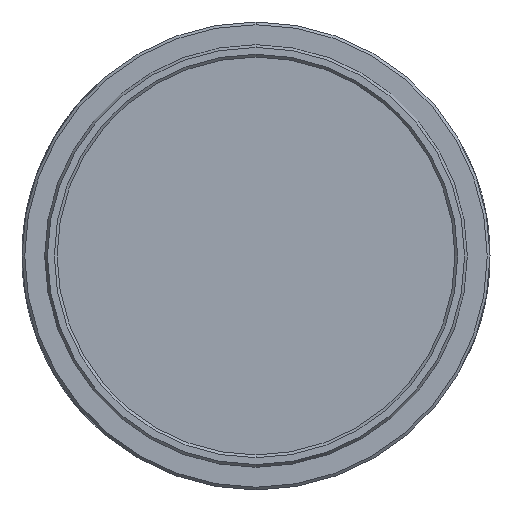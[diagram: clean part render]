
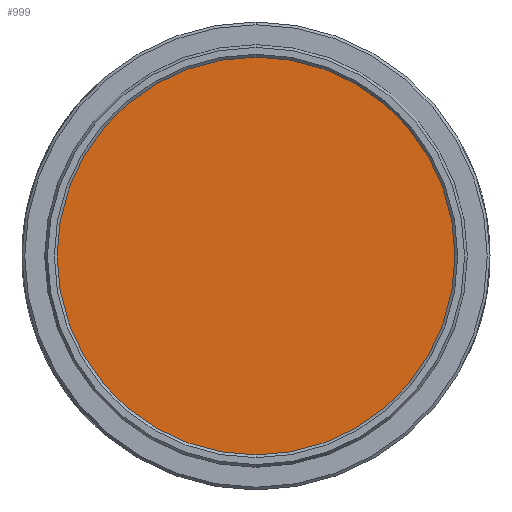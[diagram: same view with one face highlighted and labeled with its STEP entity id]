
A CAD part, left-side view. The second image highlights one B-rep face of the part: STEP entity #999.
In plain terms, the highlighted planar face has unit normal (-1, 0, 0).
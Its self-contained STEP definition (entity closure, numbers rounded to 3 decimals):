
#999 = ADVANCED_FACE ( 'NONE', ( #7012 ), #12180, .F. ) ;
#1433 = DIRECTION ( 'NONE',  ( 0., 0., -1. ) ) ;
#2523 = AXIS2_PLACEMENT_3D ( 'NONE', #12633, #14014, #15383 ) ;
#2641 = EDGE_LOOP ( 'NONE', ( #5647, #17431 ) ) ;
#3198 = CIRCLE ( 'NONE', #12537, 18.85 ) ;
#3797 = EDGE_CURVE ( 'NONE', #9940, #15517, #7554, .T. ) ;
#5214 = AXIS2_PLACEMENT_3D ( 'NONE', #9498, #13498, #5500 ) ;
#5500 = DIRECTION ( 'NONE',  ( 0., 0., -1. ) ) ;
#5647 = ORIENTED_EDGE ( 'NONE', *, *, #3797, .T. ) ;
#5870 = CARTESIAN_POINT ( 'NONE',  ( 5.957, 19.566, 57.026 ) ) ;
#6007 = CARTESIAN_POINT ( 'NONE',  ( 5.957, 19.566, 19.326 ) ) ;
#7012 = FACE_OUTER_BOUND ( 'NONE', #2641, .T. ) ;
#7554 = CIRCLE ( 'NONE', #2523, 18.85 ) ;
#9498 = CARTESIAN_POINT ( 'NONE',  ( 5.957, 19.566, 38.176 ) ) ;
#9566 = CARTESIAN_POINT ( 'NONE',  ( 5.957, 19.566, 38.176 ) ) ;
#9940 = VERTEX_POINT ( 'NONE', #6007 ) ;
#10348 = EDGE_CURVE ( 'NONE', #15517, #9940, #3198, .T. ) ;
#12180 = PLANE ( 'NONE',  #5214 ) ;
#12196 = DIRECTION ( 'NONE',  ( -1., 0., 0. ) ) ;
#12537 = AXIS2_PLACEMENT_3D ( 'NONE', #9566, #12196, #1433 ) ;
#12633 = CARTESIAN_POINT ( 'NONE',  ( 5.957, 19.566, 38.176 ) ) ;
#13498 = DIRECTION ( 'NONE',  ( 1., 0., 0. ) ) ;
#14014 = DIRECTION ( 'NONE',  ( -1., 0., 0. ) ) ;
#15383 = DIRECTION ( 'NONE',  ( 0., 0., -1. ) ) ;
#15517 = VERTEX_POINT ( 'NONE', #5870 ) ;
#17431 = ORIENTED_EDGE ( 'NONE', *, *, #10348, .T. ) ;
